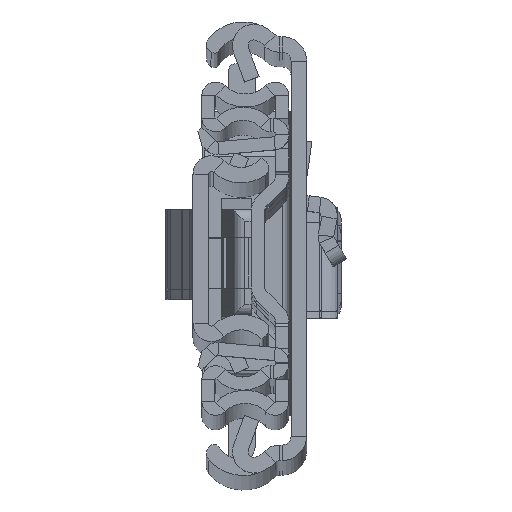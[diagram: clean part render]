
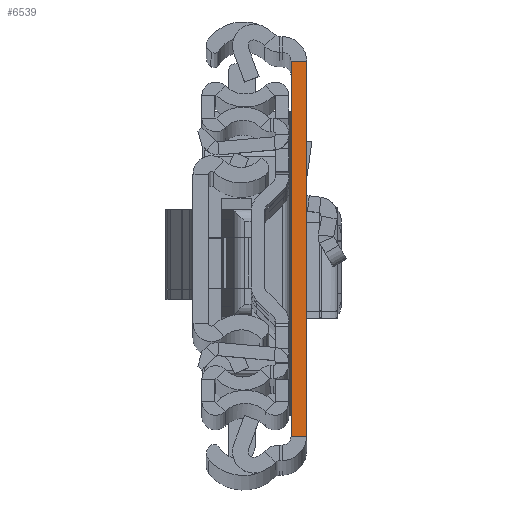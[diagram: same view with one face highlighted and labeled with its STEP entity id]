
A CAD part, top view. The second image highlights one B-rep face of the part: STEP entity #6539.
In plain terms, the highlighted planar face has unit normal (0, 0, 1).
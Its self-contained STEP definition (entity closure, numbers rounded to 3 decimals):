
#696 = CARTESIAN_POINT ( 'NONE',  ( 2.6, 31.5, 0. ) ) ;
#967 = LINE ( 'NONE', #12867, #16966 ) ;
#1209 = EDGE_LOOP ( 'NONE', ( #8569, #10982, #13438, #18371 ) ) ;
#1547 = CARTESIAN_POINT ( 'NONE',  ( 2.6, -31.5, 0. ) ) ;
#2011 = VECTOR ( 'NONE', #9042, 1000. ) ;
#2359 = DIRECTION ( 'NONE',  ( 0., 1., 0. ) ) ;
#4080 = CARTESIAN_POINT ( 'NONE',  ( 0., -31.5, 0. ) ) ;
#5237 = EDGE_CURVE ( 'NONE', #11812, #5648, #967, .T. ) ;
#5648 = VERTEX_POINT ( 'NONE', #5793 ) ;
#5793 = CARTESIAN_POINT ( 'NONE',  ( 2.6, 31.5, 0. ) ) ;
#6539 = ADVANCED_FACE ( 'NONE', ( #15119 ), #8802, .F. ) ;
#6909 = VECTOR ( 'NONE', #13003, 1000. ) ;
#7060 = LINE ( 'NONE', #4080, #6909 ) ;
#8569 = ORIENTED_EDGE ( 'NONE', *, *, #14288, .F. ) ;
#8802 = PLANE ( 'NONE',  #18610 ) ;
#8860 = VERTEX_POINT ( 'NONE', #18282 ) ;
#9042 = DIRECTION ( 'NONE',  ( 1., 0., 0. ) ) ;
#9450 = EDGE_CURVE ( 'NONE', #8860, #12380, #7060, .T. ) ;
#9476 = CARTESIAN_POINT ( 'NONE',  ( 2.6, -31.5, 0. ) ) ;
#10107 = CARTESIAN_POINT ( 'NONE',  ( 0., 31.5, 0. ) ) ;
#10386 = DIRECTION ( 'NONE',  ( 0., 0., -1. ) ) ;
#10832 = LINE ( 'NONE', #11028, #2011 ) ;
#10982 = ORIENTED_EDGE ( 'NONE', *, *, #9450, .F. ) ;
#11028 = CARTESIAN_POINT ( 'NONE',  ( 2.6, -31.5, 0. ) ) ;
#11812 = VERTEX_POINT ( 'NONE', #9476 ) ;
#12380 = VERTEX_POINT ( 'NONE', #10107 ) ;
#12790 = DIRECTION ( 'NONE',  ( 1., 0., 0. ) ) ;
#12867 = CARTESIAN_POINT ( 'NONE',  ( 2.6, -31.5, 0. ) ) ;
#13003 = DIRECTION ( 'NONE',  ( 0., 1., 0. ) ) ;
#13438 = ORIENTED_EDGE ( 'NONE', *, *, #16452, .T. ) ;
#13447 = DIRECTION ( 'NONE',  ( 0., 1., 0. ) ) ;
#14278 = LINE ( 'NONE', #696, #16792 ) ;
#14288 = EDGE_CURVE ( 'NONE', #12380, #5648, #14278, .T. ) ;
#15119 = FACE_OUTER_BOUND ( 'NONE', #1209, .T. ) ;
#16452 = EDGE_CURVE ( 'NONE', #8860, #11812, #10832, .T. ) ;
#16792 = VECTOR ( 'NONE', #12790, 1000. ) ;
#16966 = VECTOR ( 'NONE', #2359, 1000. ) ;
#18282 = CARTESIAN_POINT ( 'NONE',  ( 0., -31.5, 0. ) ) ;
#18371 = ORIENTED_EDGE ( 'NONE', *, *, #5237, .T. ) ;
#18610 = AXIS2_PLACEMENT_3D ( 'NONE', #1547, #10386, #13447 ) ;
